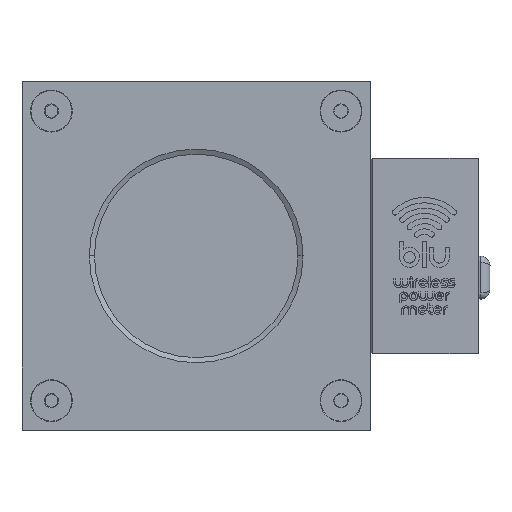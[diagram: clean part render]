
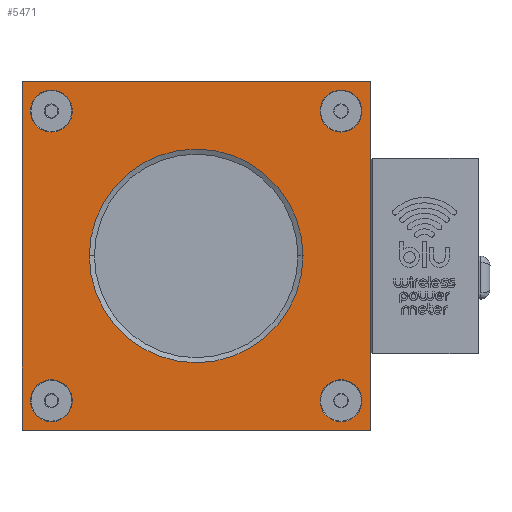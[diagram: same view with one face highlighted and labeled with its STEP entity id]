
A CAD part, top view. The second image highlights one B-rep face of the part: STEP entity #5471.
In plain terms, the highlighted planar face has unit normal (0, 0, 1).
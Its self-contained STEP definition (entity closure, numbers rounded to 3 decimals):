
#1521 = DIRECTION ( 'NONE',  ( 0., -1., 0. ) ) ;
#3737 = DIRECTION ( 'NONE',  ( 0., 1., 0. ) ) ;
#4281 = CARTESIAN_POINT ( 'NONE',  ( -45.262, 58.129, 9.913 ) ) ;
#5471 = ADVANCED_FACE ( 'NONE', ( #52691, #12718, #40948, #136930, #71358, #155704 ), #136076, .T. ) ;
#11283 = ORIENTED_EDGE ( 'NONE', *, *, #42707, .T. ) ;
#11304 = EDGE_LOOP ( 'NONE', ( #11283, #82773 ) ) ;
#11856 = EDGE_CURVE ( 'NONE', #156349, #28963, #93053, .T. ) ;
#12076 = AXIS2_PLACEMENT_3D ( 'NONE', #55729, #126429, #99617 ) ;
#12240 = VERTEX_POINT ( 'NONE', #92096 ) ;
#12718 = FACE_BOUND ( 'NONE', #165653, .T. ) ;
#13028 = LINE ( 'NONE', #42087, #179226 ) ;
#16024 = CARTESIAN_POINT ( 'NONE',  ( 23.392, 58.129, 9.913 ) ) ;
#16203 = CARTESIAN_POINT ( 'NONE',  ( 23.392, 58.129, 9.913 ) ) ;
#16675 = DIRECTION ( 'NONE',  ( 0., 0., 1. ) ) ;
#20908 = CIRCLE ( 'NONE', #12076, 27.299 ) ;
#23124 = VERTEX_POINT ( 'NONE', #190005 ) ;
#24174 = ORIENTED_EDGE ( 'NONE', *, *, #45519, .T. ) ;
#24221 = ORIENTED_EDGE ( 'NONE', *, *, #167043, .T. ) ;
#24652 = EDGE_LOOP ( 'NONE', ( #160397, #47389 ) ) ;
#28963 = VERTEX_POINT ( 'NONE', #84343 ) ;
#29074 = CARTESIAN_POINT ( 'NONE',  ( -50.608, 58.129, 9.913 ) ) ;
#30436 = DIRECTION ( 'NONE',  ( 1., 0., 0. ) ) ;
#30615 = DIRECTION ( 'NONE',  ( 0., 0., 1. ) ) ;
#31548 = ORIENTED_EDGE ( 'NONE', *, *, #101738, .T. ) ;
#31738 = CARTESIAN_POINT ( 'NONE',  ( -58.108, 65.629, 9.913 ) ) ;
#33277 = DIRECTION ( 'NONE',  ( 0., 0., 1. ) ) ;
#33424 = LINE ( 'NONE', #70942, #171621 ) ;
#33508 = CARTESIAN_POINT ( 'NONE',  ( 28.738, -15.871, 9.913 ) ) ;
#34723 = ORIENTED_EDGE ( 'NONE', *, *, #114495, .F. ) ;
#40654 = EDGE_LOOP ( 'NONE', ( #34723, #164099 ) ) ;
#40948 = FACE_BOUND ( 'NONE', #40654, .T. ) ;
#41034 = CIRCLE ( 'NONE', #182078, 5.347 ) ;
#42087 = CARTESIAN_POINT ( 'NONE',  ( -58.108, 65.629, 9.913 ) ) ;
#42707 = EDGE_CURVE ( 'NONE', #28963, #156349, #20908, .T. ) ;
#45519 = EDGE_CURVE ( 'NONE', #142714, #122455, #13028, .T. ) ;
#47389 = ORIENTED_EDGE ( 'NONE', *, *, #116775, .F. ) ;
#47769 = DIRECTION ( 'NONE',  ( 1., 0., 0. ) ) ;
#50231 = CARTESIAN_POINT ( 'NONE',  ( 30.892, -23.371, 9.913 ) ) ;
#51227 = EDGE_CURVE ( 'NONE', #52120, #81522, #167501, .T. ) ;
#52120 = VERTEX_POINT ( 'NONE', #180374 ) ;
#52691 = FACE_BOUND ( 'NONE', #11304, .T. ) ;
#53676 = VECTOR ( 'NONE', #3737, 1000. ) ;
#53816 = CARTESIAN_POINT ( 'NONE',  ( 18.045, 58.129, 9.913 ) ) ;
#54064 = DIRECTION ( 'NONE',  ( 1., 0., 0. ) ) ;
#55729 = CARTESIAN_POINT ( 'NONE',  ( -13.608, 21.129, 9.913 ) ) ;
#57555 = EDGE_CURVE ( 'NONE', #83542, #12240, #41034, .T. ) ;
#59595 = EDGE_CURVE ( 'NONE', #104127, #116007, #185234, .T. ) ;
#61492 = DIRECTION ( 'NONE',  ( 0., 0., 1. ) ) ;
#62148 = EDGE_LOOP ( 'NONE', ( #24221, #134246, #31548, #24174 ) ) ;
#64031 = CARTESIAN_POINT ( 'NONE',  ( 30.892, 65.629, 9.913 ) ) ;
#64255 = ORIENTED_EDGE ( 'NONE', *, *, #51227, .F. ) ;
#67788 = CARTESIAN_POINT ( 'NONE',  ( -50.608, -15.871, 9.913 ) ) ;
#70942 = CARTESIAN_POINT ( 'NONE',  ( -58.108, -23.371, 9.913 ) ) ;
#71129 = AXIS2_PLACEMENT_3D ( 'NONE', #29074, #104986, #75487 ) ;
#71358 = FACE_BOUND ( 'NONE', #105880, .T. ) ;
#75487 = DIRECTION ( 'NONE',  ( 1., 0., 0. ) ) ;
#81522 = VERTEX_POINT ( 'NONE', #102243 ) ;
#82107 = AXIS2_PLACEMENT_3D ( 'NONE', #67788, #143105, #54064 ) ;
#82773 = ORIENTED_EDGE ( 'NONE', *, *, #11856, .T. ) ;
#83542 = VERTEX_POINT ( 'NONE', #4281 ) ;
#84343 = CARTESIAN_POINT ( 'NONE',  ( 13.691, 21.129, 9.913 ) ) ;
#85653 = DIRECTION ( 'NONE',  ( 1., 0., 0. ) ) ;
#88533 = VECTOR ( 'NONE', #1521, 1000. ) ;
#92096 = CARTESIAN_POINT ( 'NONE',  ( -55.955, 58.129, 9.913 ) ) ;
#92514 = EDGE_CURVE ( 'NONE', #12240, #83542, #122754, .T. ) ;
#93053 = CIRCLE ( 'NONE', #130284, 27.299 ) ;
#96042 = CARTESIAN_POINT ( 'NONE',  ( 23.392, -15.871, 9.913 ) ) ;
#97227 = AXIS2_PLACEMENT_3D ( 'NONE', #16203, #30615, #118985 ) ;
#98629 = CARTESIAN_POINT ( 'NONE',  ( 23.392, -15.871, 9.913 ) ) ;
#99617 = DIRECTION ( 'NONE',  ( 1., 0., 0. ) ) ;
#100038 = CIRCLE ( 'NONE', #131787, 5.347 ) ;
#100389 = DIRECTION ( 'NONE',  ( 1., 0., 0. ) ) ;
#101738 = EDGE_CURVE ( 'NONE', #122315, #142714, #191712, .T. ) ;
#102243 = CARTESIAN_POINT ( 'NONE',  ( -55.955, -15.871, 9.913 ) ) ;
#104127 = VERTEX_POINT ( 'NONE', #53816 ) ;
#104986 = DIRECTION ( 'NONE',  ( 0., 0., 1. ) ) ;
#105880 = EDGE_LOOP ( 'NONE', ( #64255, #137878 ) ) ;
#108596 = EDGE_CURVE ( 'NONE', #81522, #52120, #117489, .T. ) ;
#109603 = LINE ( 'NONE', #31738, #88533 ) ;
#111729 = DIRECTION ( 'NONE',  ( 1., 0., 0. ) ) ;
#113113 = AXIS2_PLACEMENT_3D ( 'NONE', #122313, #61492, #47769 ) ;
#114135 = CARTESIAN_POINT ( 'NONE',  ( -50.608, 58.129, 9.913 ) ) ;
#114495 = EDGE_CURVE ( 'NONE', #116007, #104127, #181764, .T. ) ;
#116007 = VERTEX_POINT ( 'NONE', #165267 ) ;
#116775 = EDGE_CURVE ( 'NONE', #23124, #135204, #140682, .T. ) ;
#117489 = CIRCLE ( 'NONE', #82107, 5.347 ) ;
#118985 = DIRECTION ( 'NONE',  ( 1., 0., 0. ) ) ;
#120620 = VERTEX_POINT ( 'NONE', #142920 ) ;
#120964 = DIRECTION ( 'NONE',  ( 1., 0., 0. ) ) ;
#122313 = CARTESIAN_POINT ( 'NONE',  ( -58.108, -23.371, 9.913 ) ) ;
#122315 = VERTEX_POINT ( 'NONE', #50231 ) ;
#122455 = VERTEX_POINT ( 'NONE', #175091 ) ;
#122754 = CIRCLE ( 'NONE', #71129, 5.347 ) ;
#122964 = CARTESIAN_POINT ( 'NONE',  ( -50.608, -15.871, 9.913 ) ) ;
#126429 = DIRECTION ( 'NONE',  ( 0., 0., -1. ) ) ;
#128739 = DIRECTION ( 'NONE',  ( 0., 0., 1. ) ) ;
#130284 = AXIS2_PLACEMENT_3D ( 'NONE', #190882, #192808, #85653 ) ;
#131787 = AXIS2_PLACEMENT_3D ( 'NONE', #96042, #141223, #111729 ) ;
#134246 = ORIENTED_EDGE ( 'NONE', *, *, #152453, .T. ) ;
#135204 = VERTEX_POINT ( 'NONE', #33508 ) ;
#136076 = PLANE ( 'NONE',  #113113 ) ;
#136930 = FACE_BOUND ( 'NONE', #24652, .T. ) ;
#137878 = ORIENTED_EDGE ( 'NONE', *, *, #108596, .F. ) ;
#140682 = CIRCLE ( 'NONE', #185139, 5.347 ) ;
#141223 = DIRECTION ( 'NONE',  ( 0., 0., 1. ) ) ;
#142714 = VERTEX_POINT ( 'NONE', #179771 ) ;
#142920 = CARTESIAN_POINT ( 'NONE',  ( -58.108, -23.371, 9.913 ) ) ;
#143105 = DIRECTION ( 'NONE',  ( 0., 0., 1. ) ) ;
#144329 = ORIENTED_EDGE ( 'NONE', *, *, #57555, .F. ) ;
#152453 = EDGE_CURVE ( 'NONE', #120620, #122315, #33424, .T. ) ;
#155704 = FACE_OUTER_BOUND ( 'NONE', #62148, .T. ) ;
#156349 = VERTEX_POINT ( 'NONE', #159686 ) ;
#159686 = CARTESIAN_POINT ( 'NONE',  ( -40.907, 21.129, 9.913 ) ) ;
#159886 = DIRECTION ( 'NONE',  ( 0., 0., 1. ) ) ;
#160397 = ORIENTED_EDGE ( 'NONE', *, *, #176493, .F. ) ;
#164099 = ORIENTED_EDGE ( 'NONE', *, *, #59595, .F. ) ;
#165005 = DIRECTION ( 'NONE',  ( -1., 0., 0. ) ) ;
#165267 = CARTESIAN_POINT ( 'NONE',  ( 28.738, 58.129, 9.913 ) ) ;
#165653 = EDGE_LOOP ( 'NONE', ( #144329, #186464 ) ) ;
#167043 = EDGE_CURVE ( 'NONE', #122455, #120620, #109603, .T. ) ;
#167501 = CIRCLE ( 'NONE', #193850, 5.347 ) ;
#171621 = VECTOR ( 'NONE', #190656, 1000. ) ;
#175091 = CARTESIAN_POINT ( 'NONE',  ( -58.108, 65.629, 9.913 ) ) ;
#176493 = EDGE_CURVE ( 'NONE', #135204, #23124, #100038, .T. ) ;
#179226 = VECTOR ( 'NONE', #165005, 1000. ) ;
#179771 = CARTESIAN_POINT ( 'NONE',  ( 30.892, 65.629, 9.913 ) ) ;
#180374 = CARTESIAN_POINT ( 'NONE',  ( -45.262, -15.871, 9.913 ) ) ;
#181764 = CIRCLE ( 'NONE', #97227, 5.347 ) ;
#182078 = AXIS2_PLACEMENT_3D ( 'NONE', #114135, #159886, #100389 ) ;
#184987 = AXIS2_PLACEMENT_3D ( 'NONE', #16024, #16675, #30436 ) ;
#185139 = AXIS2_PLACEMENT_3D ( 'NONE', #98629, #128739, #188842 ) ;
#185234 = CIRCLE ( 'NONE', #184987, 5.347 ) ;
#186464 = ORIENTED_EDGE ( 'NONE', *, *, #92514, .F. ) ;
#188842 = DIRECTION ( 'NONE',  ( 1., 0., 0. ) ) ;
#190005 = CARTESIAN_POINT ( 'NONE',  ( 18.045, -15.871, 9.913 ) ) ;
#190656 = DIRECTION ( 'NONE',  ( 1., 0., 0. ) ) ;
#190882 = CARTESIAN_POINT ( 'NONE',  ( -13.608, 21.129, 9.913 ) ) ;
#191712 = LINE ( 'NONE', #64031, #53676 ) ;
#192808 = DIRECTION ( 'NONE',  ( 0., 0., -1. ) ) ;
#193850 = AXIS2_PLACEMENT_3D ( 'NONE', #122964, #33277, #120964 ) ;
